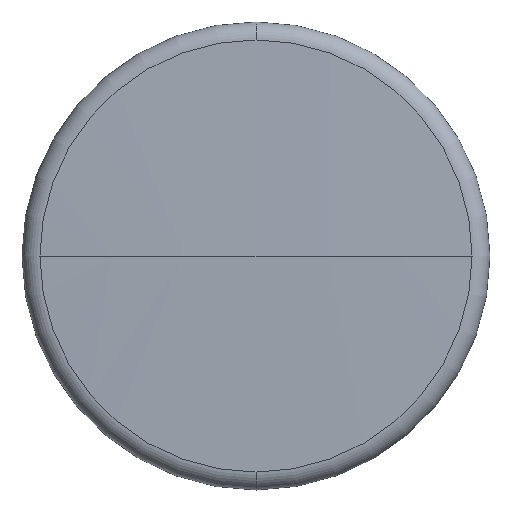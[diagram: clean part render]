
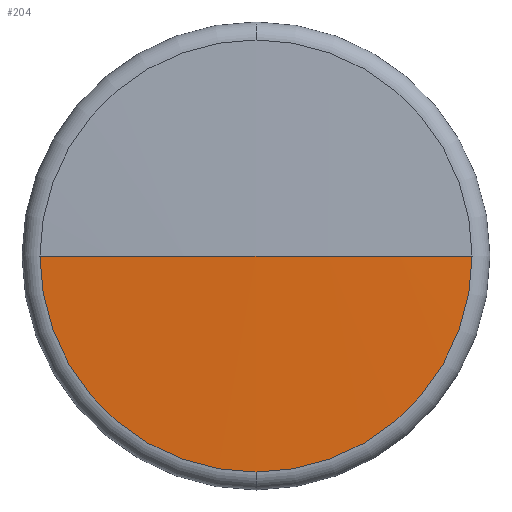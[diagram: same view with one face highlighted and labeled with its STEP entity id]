
A CAD part, front view. The second image highlights one B-rep face of the part: STEP entity #204.
In plain terms, the highlighted spherical face has radius 642.258 mm.
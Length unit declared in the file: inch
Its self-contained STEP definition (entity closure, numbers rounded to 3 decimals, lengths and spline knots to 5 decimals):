
#8 = ORIENTED_EDGE ( 'NONE', *, *, #229, .T. ) ;
#16 = CARTESIAN_POINT ( 'NONE',  ( 0., 0.01705, -0.92844 ) ) ;
#18 = AXIS2_PLACEMENT_3D ( 'NONE', #274, #82, #308 ) ;
#22 = CARTESIAN_POINT ( 'NONE',  ( 0., 0.01705, 0. ) ) ;
#27 = EDGE_CURVE ( 'NONE', #417, #288, #393, .T. ) ;
#33 = AXIS2_PLACEMENT_3D ( 'NONE', #22, #242, #56 ) ;
#56 = DIRECTION ( 'NONE',  ( 0., 0., 1. ) ) ;
#82 = DIRECTION ( 'NONE',  ( 0., 0., -1. ) ) ;
#107 = DIRECTION ( 'NONE',  ( 0., 0., -1. ) ) ;
#114 = DIRECTION ( 'NONE',  ( 0., 1., 0. ) ) ;
#124 = CIRCLE ( 'NONE', #33, 0.92844 ) ;
#127 = DIRECTION ( 'NONE',  ( 0., 0., 1. ) ) ;
#129 = ORIENTED_EDGE ( 'NONE', *, *, #391, .F. ) ;
#153 = VERTEX_POINT ( 'NONE', #165 ) ;
#165 = CARTESIAN_POINT ( 'NONE',  ( -0.92844, 0.01705, 0. ) ) ;
#173 = DIRECTION ( 'NONE',  ( 1., 0., 0. ) ) ;
#190 = FACE_OUTER_BOUND ( 'NONE', #255, .T. ) ;
#199 = AXIS2_PLACEMENT_3D ( 'NONE', #402, #107, #173 ) ;
#204 = ADVANCED_FACE ( 'NONE', ( #190 ), #259, .T. ) ;
#229 = EDGE_CURVE ( 'NONE', #417, #153, #253, .T. ) ;
#242 = DIRECTION ( 'NONE',  ( 0., 1., 0. ) ) ;
#246 = EDGE_CURVE ( 'NONE', #288, #362, #419, .T. ) ;
#253 = CIRCLE ( 'NONE', #18, 25.28576 ) ;
#255 = EDGE_LOOP ( 'NONE', ( #348, #8, #129, #387 ) ) ;
#259 = SPHERICAL_SURFACE ( 'NONE', #199, 25.28576 ) ;
#274 = CARTESIAN_POINT ( 'NONE',  ( 0., 25.28576, 0. ) ) ;
#275 = CARTESIAN_POINT ( 'NONE',  ( 0., 0., 0. ) ) ;
#288 = VERTEX_POINT ( 'NONE', #290 ) ;
#290 = CARTESIAN_POINT ( 'NONE',  ( 0.92844, 0.01705, 0. ) ) ;
#308 = DIRECTION ( 'NONE',  ( -1., 0., 0. ) ) ;
#310 = CARTESIAN_POINT ( 'NONE',  ( 0., 0.01705, 0. ) ) ;
#326 = CARTESIAN_POINT ( 'NONE',  ( 0., 25.28576, 0. ) ) ;
#343 = DIRECTION ( 'NONE',  ( 0., 0., 1. ) ) ;
#344 = AXIS2_PLACEMENT_3D ( 'NONE', #326, #127, #367 ) ;
#348 = ORIENTED_EDGE ( 'NONE', *, *, #27, .F. ) ;
#362 = VERTEX_POINT ( 'NONE', #16 ) ;
#367 = DIRECTION ( 'NONE',  ( 1., 0., 0. ) ) ;
#383 = AXIS2_PLACEMENT_3D ( 'NONE', #310, #114, #343 ) ;
#387 = ORIENTED_EDGE ( 'NONE', *, *, #246, .F. ) ;
#391 = EDGE_CURVE ( 'NONE', #362, #153, #124, .T. ) ;
#393 = CIRCLE ( 'NONE', #344, 25.28576 ) ;
#402 = CARTESIAN_POINT ( 'NONE',  ( 0., 25.28576, 0. ) ) ;
#417 = VERTEX_POINT ( 'NONE', #275 ) ;
#419 = CIRCLE ( 'NONE', #383, 0.92844 ) ;
